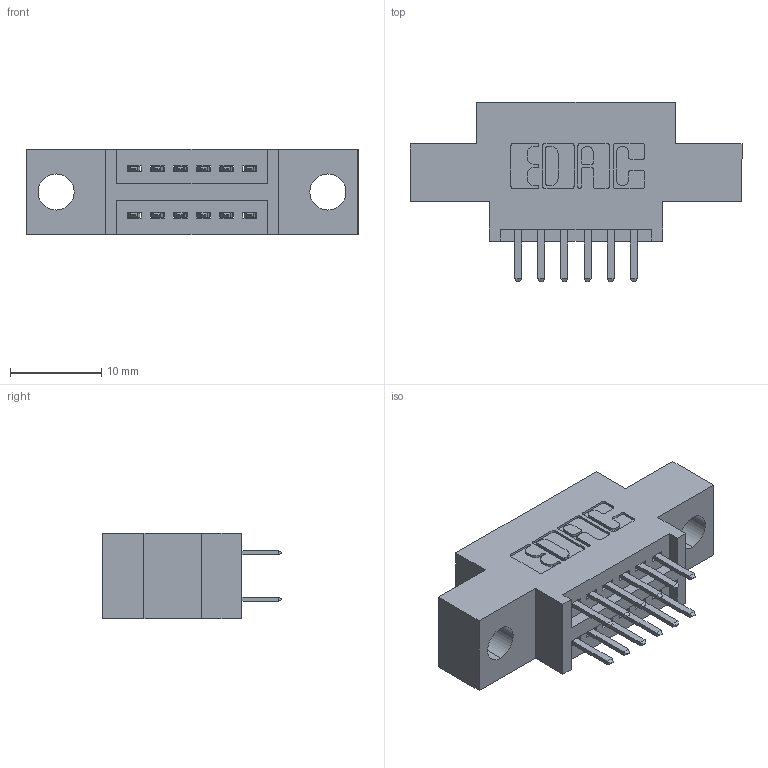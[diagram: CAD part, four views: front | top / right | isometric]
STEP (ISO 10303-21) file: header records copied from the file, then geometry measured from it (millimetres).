
FILE_DESCRIPTION (( 'STEP AP203' ), '1' );
FILE_NAME ('345-012-520-804.STEP', '2018-08-18T01:09:03', ( '' ), ( '' ), 'SwSTEP 2.0', 'SolidWorks 2016', '' );
FILE_SCHEMA (( 'CONFIG_CONTROL_DESIGN' ));
Length unit declared in the file: inch
Products named in the file (3): 345 Part_0.170 Offset - 0.156 Dia-TH; 345-292-001_345-293-120; 345-012-520-804
Assembly tree (13 placements, depth 2):
  345-012-520-804
    345 Part_0.170 Offset - 0.156 Dia-TH
    345-292-001_345-293-120  x12
Bounding box: 36.45 x 19.68 x 9.4 mm (x, y, z)
Volume: 3000 mm3; surface area: 3684.7 mm2
Topology: 13 solids, 13 shells, 778 faces, 2237 edges, 1458 vertices
Faces by surface type: plane 504, cylinder 274
Entity records: 9803 total; most frequent: CARTESIAN_POINT 1692, ORIENTED_EDGE 1614, DIRECTION 1523, EDGE_CURVE 807, VECTOR 647, LINE 647, VERTEX_POINT 534, AXIS2_PLACEMENT_3D 438
